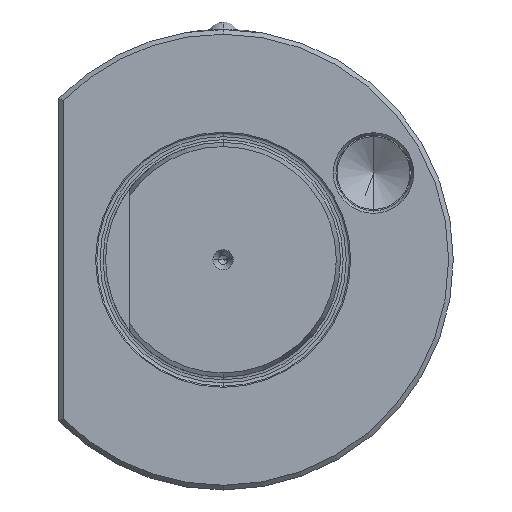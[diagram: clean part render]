
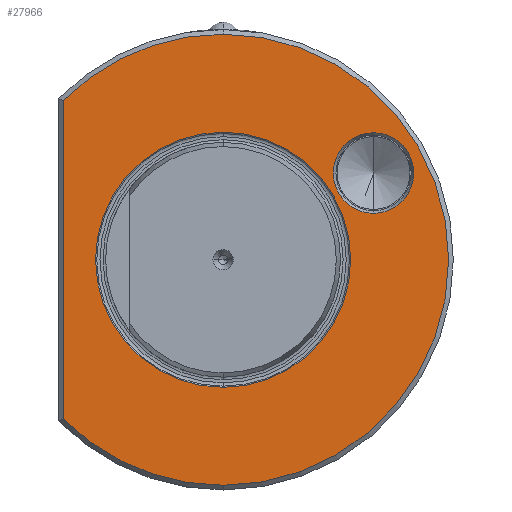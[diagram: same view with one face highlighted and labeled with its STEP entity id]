
A CAD part, left-side view. The second image highlights one B-rep face of the part: STEP entity #27966.
In plain terms, the highlighted planar face has unit normal (-1, 0, 0).
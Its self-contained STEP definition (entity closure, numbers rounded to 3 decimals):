
#1275 = VERTEX_POINT ( 'NONE', #26817 ) ;
#4288 = CARTESIAN_POINT ( 'NONE',  ( 2., 0., 48. ) ) ;
#17159 = AXIS2_PLACEMENT_3D ( 'NONE', #32047, #32134, #32139 ) ;
#17168 = AXIS2_PLACEMENT_3D ( 'NONE', #31671, #31764, #31814 ) ;
#17170 = AXIS2_PLACEMENT_3D ( 'NONE', #31905, #31920, #31941 ) ;
#17191 = AXIS2_PLACEMENT_3D ( 'NONE', #46828, #46822, #46832 ) ;
#17211 = AXIS2_PLACEMENT_3D ( 'NONE', #56094, #56098, #56120 ) ;
#17226 = AXIS2_PLACEMENT_3D ( 'NONE', #56360, #56350, #56384 ) ;
#17239 = AXIS2_PLACEMENT_3D ( 'NONE', #56375, #56371, #56370 ) ;
#25371 = CARTESIAN_POINT ( 'NONE',  ( 2., 34., 33.882 ) ) ;
#25415 = CARTESIAN_POINT ( 'NONE',  ( 2., 0., -48. ) ) ;
#26186 = CARTESIAN_POINT ( 'NONE',  ( 2., 0., 27.15 ) ) ;
#26687 = AXIS2_PLACEMENT_3D ( 'NONE', #44752, #44773, #44775 ) ;
#26817 = CARTESIAN_POINT ( 'NONE',  ( 2., 34., -33.882 ) ) ;
#27966 = ADVANCED_FACE ( 'NONE', ( #53256, #53251, #53214 ), #44750, .F. ) ;
#31579 = CARTESIAN_POINT ( 'NONE',  ( 2., 34., -32.848 ) ) ;
#31596 = DIRECTION ( 'NONE',  ( 0., 0., -1. ) ) ;
#31671 = CARTESIAN_POINT ( 'NONE',  ( 2., 0., 0. ) ) ;
#31764 = DIRECTION ( 'NONE',  ( 1., 0., 0. ) ) ;
#31814 = DIRECTION ( 'NONE',  ( 0., 0., -1. ) ) ;
#31905 = CARTESIAN_POINT ( 'NONE',  ( 2., 0., 0. ) ) ;
#31920 = DIRECTION ( 'NONE',  ( 1., 0., 0. ) ) ;
#31941 = DIRECTION ( 'NONE',  ( 0., 0., -1. ) ) ;
#32047 = CARTESIAN_POINT ( 'NONE',  ( 2., -32.01, 18.46 ) ) ;
#32134 = DIRECTION ( 'NONE',  ( 1., 0., 0. ) ) ;
#32139 = DIRECTION ( 'NONE',  ( 0., 0., -1. ) ) ;
#36367 = VERTEX_POINT ( 'NONE', #42866 ) ;
#36371 = VERTEX_POINT ( 'NONE', #42868 ) ;
#36414 = VERTEX_POINT ( 'NONE', #43354 ) ;
#36615 = VERTEX_POINT ( 'NONE', #4288 ) ;
#36671 = VERTEX_POINT ( 'NONE', #26186 ) ;
#36737 = VERTEX_POINT ( 'NONE', #25415 ) ;
#36746 = VERTEX_POINT ( 'NONE', #25371 ) ;
#37314 = EDGE_CURVE ( 'NONE', #36746, #1275, #53961, .T. ) ;
#37332 = EDGE_CURVE ( 'NONE', #36414, #36671, #54021, .T. ) ;
#37339 = EDGE_CURVE ( 'NONE', #36737, #1275, #54002, .T. ) ;
#37350 = EDGE_CURVE ( 'NONE', #36367, #36371, #54022, .T. ) ;
#37446 = EDGE_CURVE ( 'NONE', #36371, #36367, #54102, .T. ) ;
#37632 = EDGE_CURVE ( 'NONE', #36671, #36414, #54276, .T. ) ;
#37686 = EDGE_CURVE ( 'NONE', #36615, #36737, #53775, .T. ) ;
#37687 = EDGE_CURVE ( 'NONE', #36746, #36615, #53865, .T. ) ;
#41033 = EDGE_LOOP ( 'NONE', ( #58586, #58521 ) ) ;
#41088 = EDGE_LOOP ( 'NONE', ( #58500, #58550 ) ) ;
#41090 = EDGE_LOOP ( 'NONE', ( #58512, #58555, #58568, #58526 ) ) ;
#42866 = CARTESIAN_POINT ( 'NONE',  ( 2., -32.01, 9.883 ) ) ;
#42868 = CARTESIAN_POINT ( 'NONE',  ( 2., -32.01, 27.037 ) ) ;
#43354 = CARTESIAN_POINT ( 'NONE',  ( 2., 0., -27.15 ) ) ;
#44750 = PLANE ( 'NONE',  #26687 ) ;
#44752 = CARTESIAN_POINT ( 'NONE',  ( 2., 25., 0. ) ) ;
#44773 = DIRECTION ( 'NONE',  ( 1., 0., 0. ) ) ;
#44775 = DIRECTION ( 'NONE',  ( 0., 0., -1. ) ) ;
#46822 = DIRECTION ( 'NONE',  ( 1., 0., 0. ) ) ;
#46828 = CARTESIAN_POINT ( 'NONE',  ( 2., -32.01, 18.46 ) ) ;
#46832 = DIRECTION ( 'NONE',  ( 0., 0., -1. ) ) ;
#53214 = FACE_OUTER_BOUND ( 'NONE', #41090, .T. ) ;
#53251 = FACE_BOUND ( 'NONE', #41033, .T. ) ;
#53256 = FACE_BOUND ( 'NONE', #41088, .T. ) ;
#53775 = CIRCLE ( 'NONE', #17239, 48. ) ;
#53865 = CIRCLE ( 'NONE', #17226, 48. ) ;
#53935 = VECTOR ( 'NONE', #31596, 1000. ) ;
#53961 = LINE ( 'NONE', #31579, #53935 ) ;
#54002 = CIRCLE ( 'NONE', #17170, 48. ) ;
#54021 = CIRCLE ( 'NONE', #17168, 27.15 ) ;
#54022 = CIRCLE ( 'NONE', #17159, 8.577 ) ;
#54102 = CIRCLE ( 'NONE', #17191, 8.577 ) ;
#54276 = CIRCLE ( 'NONE', #17211, 27.15 ) ;
#56094 = CARTESIAN_POINT ( 'NONE',  ( 2., 0., 0. ) ) ;
#56098 = DIRECTION ( 'NONE',  ( 1., 0., 0. ) ) ;
#56120 = DIRECTION ( 'NONE',  ( 0., 0., -1. ) ) ;
#56350 = DIRECTION ( 'NONE',  ( 1., 0., 0. ) ) ;
#56360 = CARTESIAN_POINT ( 'NONE',  ( 2., 0., 0. ) ) ;
#56370 = DIRECTION ( 'NONE',  ( 0., 0., -1. ) ) ;
#56371 = DIRECTION ( 'NONE',  ( 1., 0., 0. ) ) ;
#56375 = CARTESIAN_POINT ( 'NONE',  ( 2., 0., 0. ) ) ;
#56384 = DIRECTION ( 'NONE',  ( 0., 0., -1. ) ) ;
#58500 = ORIENTED_EDGE ( 'NONE', *, *, #37632, .T. ) ;
#58512 = ORIENTED_EDGE ( 'NONE', *, *, #37687, .F. ) ;
#58521 = ORIENTED_EDGE ( 'NONE', *, *, #37350, .T. ) ;
#58526 = ORIENTED_EDGE ( 'NONE', *, *, #37686, .F. ) ;
#58550 = ORIENTED_EDGE ( 'NONE', *, *, #37332, .T. ) ;
#58555 = ORIENTED_EDGE ( 'NONE', *, *, #37314, .T. ) ;
#58568 = ORIENTED_EDGE ( 'NONE', *, *, #37339, .F. ) ;
#58586 = ORIENTED_EDGE ( 'NONE', *, *, #37446, .T. ) ;
